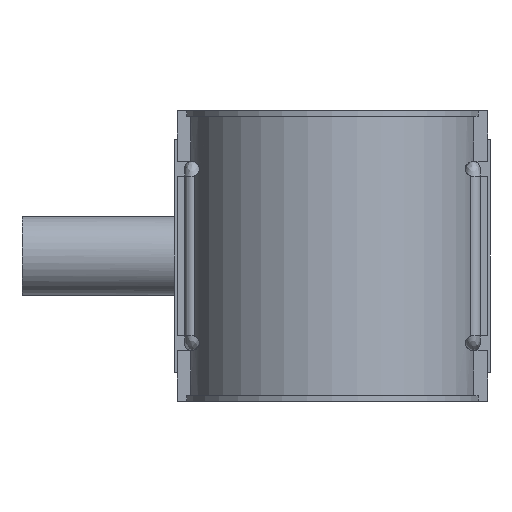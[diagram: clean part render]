
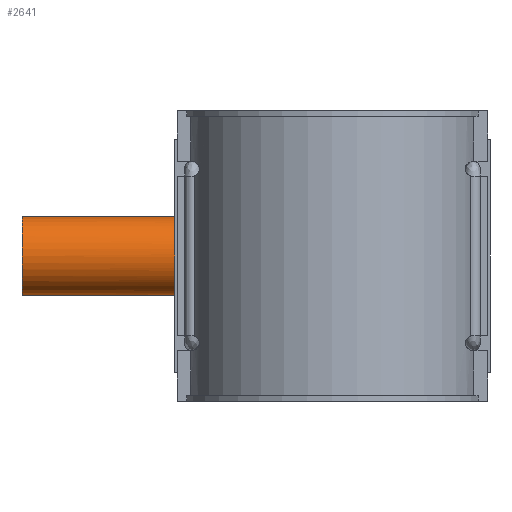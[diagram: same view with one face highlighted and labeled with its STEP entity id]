
A CAD part, front view. The second image highlights one B-rep face of the part: STEP entity #2641.
In plain terms, the highlighted cylindrical face has radius 16 mm (diameter 32 mm), a full revolution.
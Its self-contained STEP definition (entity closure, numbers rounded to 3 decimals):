
#72=FACE_BOUND('',#557,.T.);
#118=B_SPLINE_CURVE_WITH_KNOTS('',3,(#5147,#5148,#5149,#5150,#5151,#5152,
#5153,#5154,#5155,#5156,#5157,#5158,#5159,#5160,#5161,#5162,#5163,#5164,
#5165,#5166,#5167,#5168,#5169,#5170,#5171,#5172,#5173,#5174,#5175,#5176,
#5177,#5178,#5179,#5180,#5181,#5182,#5183,#5184,#5185,#5186,#5187,#5188,
#5189,#5190,#5191,#5192,#5193,#5194,#5195,#5196,#5197,#5198,#5199,#5200,
#5201,#5202,#5203,#5204),.UNSPECIFIED.,.T.,.F.,(4,2,2,2,2,2,2,2,2,2,2,2,
2,2,2,2,2,2,2,2,2,2,2,2,2,2,2,2,4),(0.,0.307,0.615,
1.23,1.537,1.843,2.15,2.457,
2.764,3.07,3.377,3.684,4.299,
4.606,4.914,5.221,5.529,6.144,
6.451,6.757,7.064,7.371,7.678,
7.984,8.291,8.598,9.213,9.52,
9.828),.UNSPECIFIED.);
#362=FACE_OUTER_BOUND('',#556,.T.);
#556=EDGE_LOOP('',(#2424));
#557=EDGE_LOOP('',(#2425));
#1118=CIRCLE('',#2872,16.);
#1363=VERTEX_POINT('',#5144);
#1364=VERTEX_POINT('',#5146);
#1719=EDGE_CURVE('',#1363,#1363,#1118,.T.);
#1720=EDGE_CURVE('',#1364,#1364,#118,.T.);
#2424=ORIENTED_EDGE('',*,*,#1719,.T.);
#2425=ORIENTED_EDGE('',*,*,#1720,.F.);
#2491=CYLINDRICAL_SURFACE('',#2871,16.);
#2641=ADVANCED_FACE('',(#362,#72),#2491,.T.);
#2871=AXIS2_PLACEMENT_3D('',#5143,#3554,#3555);
#2872=AXIS2_PLACEMENT_3D('',#5145,#3556,#3557);
#3554=DIRECTION('center_axis',(1.,0.,0.));
#3555=DIRECTION('ref_axis',(0.,1.,0.));
#3556=DIRECTION('center_axis',(1.,0.,0.));
#3557=DIRECTION('ref_axis',(0.,0.,-1.));
#5143=CARTESIAN_POINT('Origin',(-63.,91.,0.));
#5144=CARTESIAN_POINT('',(-126.,107.,0.));
#5145=CARTESIAN_POINT('Origin',(-126.,91.,0.));
#5146=CARTESIAN_POINT('',(-28.793,91.,-16.));
#5147=CARTESIAN_POINT('Ctrl Pts',(-28.793,91.,-16.));
#5148=CARTESIAN_POINT('Ctrl Pts',(-28.793,92.025,-16.));
#5149=CARTESIAN_POINT('Ctrl Pts',(-28.849,93.078,-15.9));
#5150=CARTESIAN_POINT('Ctrl Pts',(-29.074,95.16,-15.486));
#5151=CARTESIAN_POINT('Ctrl Pts',(-29.241,96.189,-15.173));
#5152=CARTESIAN_POINT('Ctrl Pts',(-29.859,99.135,-13.941));
#5153=CARTESIAN_POINT('Ctrl Pts',(-30.423,100.91,-12.717));
#5154=CARTESIAN_POINT('Ctrl Pts',(-31.192,103.014,-10.614));
#5155=CARTESIAN_POINT('Ctrl Pts',(-31.454,103.674,-9.822));
#5156=CARTESIAN_POINT('Ctrl Pts',(-31.943,104.842,-8.092));
#5157=CARTESIAN_POINT('Ctrl Pts',(-32.169,105.351,-7.154));
#5158=CARTESIAN_POINT('Ctrl Pts',(-32.544,106.173,-5.187));
#5159=CARTESIAN_POINT('Ctrl Pts',(-32.693,106.487,-4.157));
#5160=CARTESIAN_POINT('Ctrl Pts',(-32.891,106.9,-2.075));
#5161=CARTESIAN_POINT('Ctrl Pts',(-32.94,107.,-1.022));
#5162=CARTESIAN_POINT('Ctrl Pts',(-32.94,107.,1.022));
#5163=CARTESIAN_POINT('Ctrl Pts',(-32.891,106.9,2.075));
#5164=CARTESIAN_POINT('Ctrl Pts',(-32.693,106.487,4.157));
#5165=CARTESIAN_POINT('Ctrl Pts',(-32.544,106.173,5.187));
#5166=CARTESIAN_POINT('Ctrl Pts',(-32.169,105.351,7.154));
#5167=CARTESIAN_POINT('Ctrl Pts',(-31.943,104.842,8.092));
#5168=CARTESIAN_POINT('Ctrl Pts',(-31.454,103.674,9.822));
#5169=CARTESIAN_POINT('Ctrl Pts',(-31.192,103.014,10.614));
#5170=CARTESIAN_POINT('Ctrl Pts',(-30.423,100.91,12.717));
#5171=CARTESIAN_POINT('Ctrl Pts',(-29.859,99.135,13.941));
#5172=CARTESIAN_POINT('Ctrl Pts',(-29.241,96.189,15.173));
#5173=CARTESIAN_POINT('Ctrl Pts',(-29.074,95.16,15.486));
#5174=CARTESIAN_POINT('Ctrl Pts',(-28.849,93.078,15.9));
#5175=CARTESIAN_POINT('Ctrl Pts',(-28.793,92.025,16.));
#5176=CARTESIAN_POINT('Ctrl Pts',(-28.793,89.975,16.));
#5177=CARTESIAN_POINT('Ctrl Pts',(-28.849,88.922,15.9));
#5178=CARTESIAN_POINT('Ctrl Pts',(-29.074,86.84,15.486));
#5179=CARTESIAN_POINT('Ctrl Pts',(-29.241,85.811,15.173));
#5180=CARTESIAN_POINT('Ctrl Pts',(-29.859,82.865,13.941));
#5181=CARTESIAN_POINT('Ctrl Pts',(-30.423,81.09,12.717));
#5182=CARTESIAN_POINT('Ctrl Pts',(-31.192,78.986,10.614));
#5183=CARTESIAN_POINT('Ctrl Pts',(-31.454,78.326,9.822));
#5184=CARTESIAN_POINT('Ctrl Pts',(-31.943,77.158,8.092));
#5185=CARTESIAN_POINT('Ctrl Pts',(-32.169,76.649,7.154));
#5186=CARTESIAN_POINT('Ctrl Pts',(-32.544,75.827,5.187));
#5187=CARTESIAN_POINT('Ctrl Pts',(-32.693,75.513,4.157));
#5188=CARTESIAN_POINT('Ctrl Pts',(-32.891,75.1,2.075));
#5189=CARTESIAN_POINT('Ctrl Pts',(-32.94,75.,1.022));
#5190=CARTESIAN_POINT('Ctrl Pts',(-32.94,75.,-1.022));
#5191=CARTESIAN_POINT('Ctrl Pts',(-32.891,75.1,-2.075));
#5192=CARTESIAN_POINT('Ctrl Pts',(-32.693,75.513,-4.157));
#5193=CARTESIAN_POINT('Ctrl Pts',(-32.544,75.827,-5.187));
#5194=CARTESIAN_POINT('Ctrl Pts',(-32.169,76.649,-7.154));
#5195=CARTESIAN_POINT('Ctrl Pts',(-31.943,77.158,-8.092));
#5196=CARTESIAN_POINT('Ctrl Pts',(-31.454,78.326,-9.822));
#5197=CARTESIAN_POINT('Ctrl Pts',(-31.192,78.986,-10.614));
#5198=CARTESIAN_POINT('Ctrl Pts',(-30.423,81.09,-12.717));
#5199=CARTESIAN_POINT('Ctrl Pts',(-29.859,82.865,-13.941));
#5200=CARTESIAN_POINT('Ctrl Pts',(-29.241,85.811,-15.173));
#5201=CARTESIAN_POINT('Ctrl Pts',(-29.074,86.84,-15.486));
#5202=CARTESIAN_POINT('Ctrl Pts',(-28.849,88.922,-15.9));
#5203=CARTESIAN_POINT('Ctrl Pts',(-28.793,89.975,-16.));
#5204=CARTESIAN_POINT('Ctrl Pts',(-28.793,91.,-16.));
